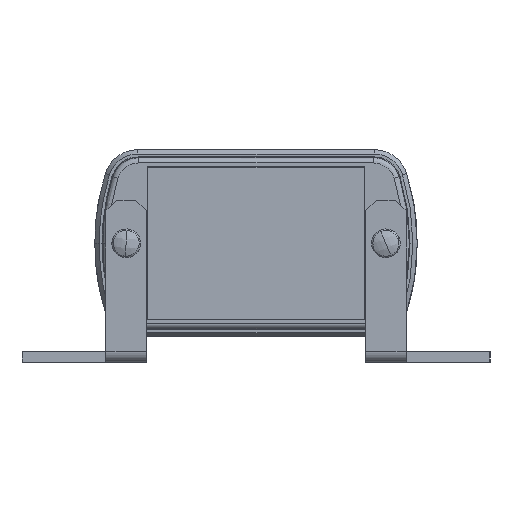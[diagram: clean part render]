
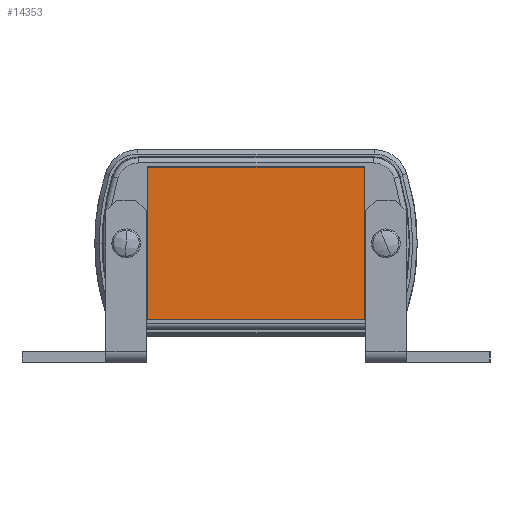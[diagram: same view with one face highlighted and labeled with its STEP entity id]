
A CAD part, left-side view. The second image highlights one B-rep face of the part: STEP entity #14353.
In plain terms, the highlighted planar face has unit normal (-1, 0, 0).
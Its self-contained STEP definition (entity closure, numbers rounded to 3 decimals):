
#1396 = DIRECTION ( 'NONE',  ( 0., 0., 1. ) ) ;
#1706 = DIRECTION ( 'NONE',  ( 0., -1., 0. ) ) ;
#2849 = CARTESIAN_POINT ( 'NONE',  ( -131.327, 64.583, 14.791 ) ) ;
#3215 = CARTESIAN_POINT ( 'NONE',  ( -131.327, 24.47, 14.878 ) ) ;
#3329 = CARTESIAN_POINT ( 'NONE',  ( -131.327, 64.495, 14.878 ) ) ;
#3901 = EDGE_CURVE ( 'Defeatured_0_24+Defeatured_0_36+Defeatured_0_35+Defeatured_0_33', #23815, #4036, #15517, .T. ) ;
#3940 = ORIENTED_EDGE ( 'NONE', *, *, #23718, .T. ) ;
#4036 = VERTEX_POINT ( 'NONE', #13409 ) ;
#5155 = DIRECTION ( 'NONE',  ( -1., 0., 0. ) ) ;
#5499 = CARTESIAN_POINT ( 'NONE',  ( -131.327, 64.583, -13.234 ) ) ;
#6248 = ORIENTED_EDGE ( 'NONE', *, *, #3901, .T. ) ;
#9094 = CARTESIAN_POINT ( 'NONE',  ( -131.327, 64.495, -13.234 ) ) ;
#10562 = LINE ( 'NONE', #3329, #12908 ) ;
#11043 = CARTESIAN_POINT ( 'NONE',  ( -131.327, 24.47, -13.234 ) ) ;
#12578 = VECTOR ( 'NONE', #1396, 1000. ) ;
#12598 = CARTESIAN_POINT ( 'NONE',  ( -131.327, 24.47, 14.791 ) ) ;
#12658 = PLANE ( 'NONE',  #24234 ) ;
#12908 = VECTOR ( 'NONE', #23861, 1000. ) ;
#13409 = CARTESIAN_POINT ( 'NONE',  ( -131.327, 64.495, 14.791 ) ) ;
#13506 = FACE_OUTER_BOUND ( 'NONE', #24182, .T. ) ;
#13931 = EDGE_CURVE ( 'Defeatured_0_24+Defeatured_0_33+Defeatured_0_36+Defeatured_0_34', #4036, #16651, #10562, .T. ) ;
#14353 = ADVANCED_FACE ( 'Defeatured_0_24', ( #13506 ), #12658, .T. ) ;
#14497 = ORIENTED_EDGE ( 'NONE', *, *, #15548, .T. ) ;
#15354 = VECTOR ( 'NONE', #1706, 1000. ) ;
#15517 = LINE ( 'NONE', #2849, #18748 ) ;
#15548 = EDGE_CURVE ( 'Defeatured_0_24+Defeatured_0_35+Defeatured_0_34+Defeatured_0_36', #23717, #23815, #17606, .T. ) ;
#16227 = LINE ( 'NONE', #5499, #15354 ) ;
#16651 = VERTEX_POINT ( 'NONE', #9094 ) ;
#17606 = LINE ( 'NONE', #3215, #12578 ) ;
#18748 = VECTOR ( 'NONE', #19463, 1000. ) ;
#19146 = ORIENTED_EDGE ( 'NONE', *, *, #13931, .T. ) ;
#19463 = DIRECTION ( 'NONE',  ( 0., 1., 0. ) ) ;
#20021 = CARTESIAN_POINT ( 'NONE',  ( -131.327, 64.583, 14.878 ) ) ;
#23717 = VERTEX_POINT ( 'NONE', #11043 ) ;
#23718 = EDGE_CURVE ( 'Defeatured_0_24+Defeatured_0_34+Defeatured_0_33+Defeatured_0_35', #16651, #23717, #16227, .T. ) ;
#23785 = DIRECTION ( 'NONE',  ( 0., -1., 0. ) ) ;
#23815 = VERTEX_POINT ( 'NONE', #12598 ) ;
#23861 = DIRECTION ( 'NONE',  ( 0., 0., -1. ) ) ;
#24182 = EDGE_LOOP ( 'NONE', ( #6248, #19146, #3940, #14497 ) ) ;
#24234 = AXIS2_PLACEMENT_3D ( 'NONE', #20021, #5155, #23785 ) ;
